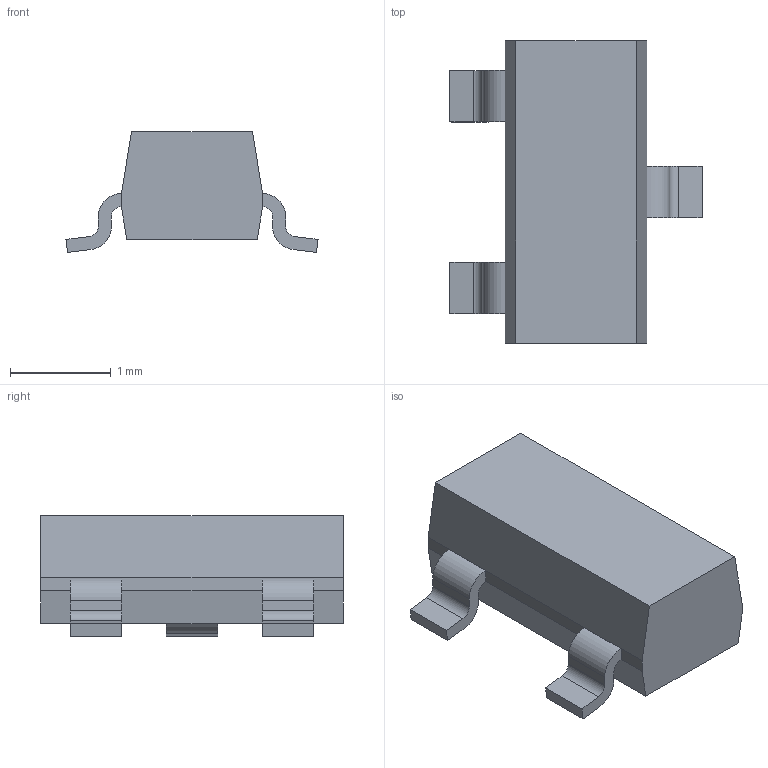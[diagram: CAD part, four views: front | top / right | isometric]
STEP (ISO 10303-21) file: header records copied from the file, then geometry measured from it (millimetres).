
FILE_DESCRIPTION((''),'2;1');
FILE_NAME('SOT95P240X120-3N.stp','2013-06-11T14:49:37',(''),(''),'Mechanical Desktop 2011','Mechanical Desktop 2011',', , ');
FILE_SCHEMA(('AUTOMOTIVE_DESIGN { 1 2 10303 214 1 1 1 1 }'));
Length unit declared in the file: millimetre
Products named in the file (1): Product
Bounding box: 2.5 x 3 x 1.2 mm (x, y, z)
Volume: 4.4 mm3; surface area: 20.4 mm2
Topology: 4 solids, 4 shells, 46 faces, 114 edges, 76 vertices
Faces by surface type: bspline 24, plane 18, cylinder 4
Entity records: 1515 total; most frequent: CARTESIAN_POINT 421, ORIENTED_EDGE 228, DIRECTION 184, EDGE_CURVE 114, VECTOR 90, LINE 90, VERTEX_POINT 76, AXIS2_PLACEMENT_3D 47
